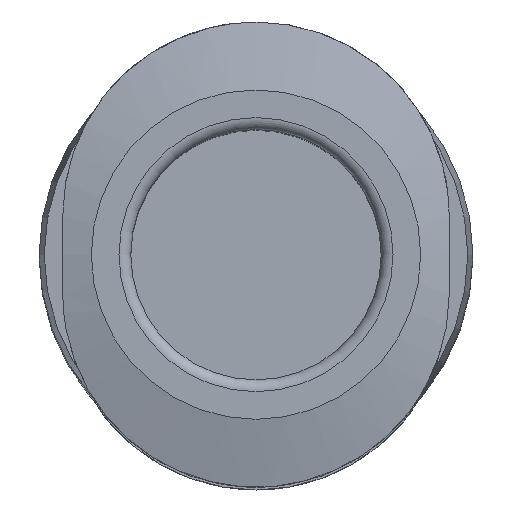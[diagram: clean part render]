
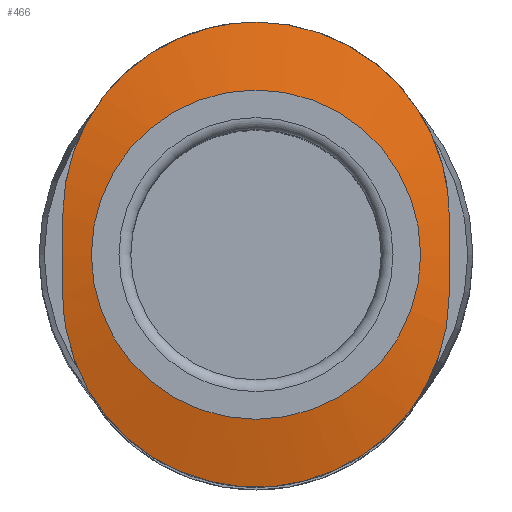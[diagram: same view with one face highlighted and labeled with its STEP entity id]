
A CAD part, top view. The second image highlights one B-rep face of the part: STEP entity #466.
In plain terms, the highlighted conical face has half-angle 76.945 degrees and reference radius 4.175 mm.
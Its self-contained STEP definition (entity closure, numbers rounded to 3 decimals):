
#22=B_SPLINE_CURVE_WITH_KNOTS('',3,(#777,#778,#779,#780),.UNSPECIFIED.,
 .F.,.F.,(4,4),(0.002,0.004),.UNSPECIFIED.);
#23=B_SPLINE_CURVE_WITH_KNOTS('',3,(#786,#787,#788,#789,#790,#791,#792),
 .UNSPECIFIED.,.F.,.F.,(4,1,1,1,4),(0.,0.004,
0.008,0.011,0.015),
 .UNSPECIFIED.);
#24=B_SPLINE_CURVE_WITH_KNOTS('',3,(#796,#797,#798,#799),.UNSPECIFIED.,
 .F.,.F.,(4,4),(0.002,0.004),.UNSPECIFIED.);
#25=B_SPLINE_CURVE_WITH_KNOTS('',3,(#803,#804,#805,#806,#807,#808,#809),
 .UNSPECIFIED.,.F.,.F.,(4,1,1,1,4),(0.,0.004,
0.008,0.011,0.015),
 .UNSPECIFIED.);
#36=CONICAL_SURFACE('',#542,4.175,1.343);
#76=CIRCLE('',#541,4.175);
#148=ORIENTED_EDGE('',*,*,#212,.F.);
#149=ORIENTED_EDGE('',*,*,#210,.F.);
#150=ORIENTED_EDGE('',*,*,#207,.F.);
#151=ORIENTED_EDGE('',*,*,#214,.F.);
#152=ORIENTED_EDGE('',*,*,#218,.T.);
#207=EDGE_CURVE('',#257,#258,#22,.T.);
#210=EDGE_CURVE('',#258,#259,#23,.T.);
#212=EDGE_CURVE('',#259,#260,#24,.T.);
#214=EDGE_CURVE('',#260,#257,#25,.T.);
#218=EDGE_CURVE('',#264,#264,#76,.T.);
#257=VERTEX_POINT('',#781);
#258=VERTEX_POINT('',#782);
#259=VERTEX_POINT('',#793);
#260=VERTEX_POINT('',#800);
#264=VERTEX_POINT('',#821);
#346=EDGE_LOOP('',(#148,#149,#150,#151));
#347=EDGE_LOOP('',(#152));
#410=FACE_BOUND('',#346,.T.);
#411=FACE_BOUND('',#347,.T.);
#466=ADVANCED_FACE('',(#410,#411),#36,.T.);
#541=AXIS2_PLACEMENT_3D('',#820,#670,#671);
#542=AXIS2_PLACEMENT_3D('',#822,#672,#673);
#670=DIRECTION('',(0.,0.,-1.));
#671=DIRECTION('',(0.,1.,0.));
#672=DIRECTION('',(0.,0.,-1.));
#673=DIRECTION('',(0.,1.,0.));
#777=CARTESIAN_POINT('',(-4.9,-1.,19.708));
#778=CARTESIAN_POINT('',(-4.9,-0.333,19.739));
#779=CARTESIAN_POINT('',(-4.9,0.333,19.739));
#780=CARTESIAN_POINT('',(-4.9,1.,19.708));
#781=CARTESIAN_POINT('',(-4.9,-1.,19.708));
#782=CARTESIAN_POINT('',(-4.9,1.,19.708));
#786=CARTESIAN_POINT('',(-4.9,1.,19.708));
#787=CARTESIAN_POINT('',(-4.9,2.294,19.648));
#788=CARTESIAN_POINT('',(-3.84,4.831,19.541));
#789=CARTESIAN_POINT('',(-0.005,6.433,19.48));
#790=CARTESIAN_POINT('',(3.838,4.836,19.541));
#791=CARTESIAN_POINT('',(4.9,2.294,19.648));
#792=CARTESIAN_POINT('',(4.9,1.,19.708));
#793=CARTESIAN_POINT('',(4.9,1.,19.708));
#796=CARTESIAN_POINT('',(4.9,1.,19.708));
#797=CARTESIAN_POINT('',(4.9,0.333,19.739));
#798=CARTESIAN_POINT('',(4.9,-0.333,19.739));
#799=CARTESIAN_POINT('',(4.9,-1.,19.708));
#800=CARTESIAN_POINT('',(4.9,-1.,19.708));
#803=CARTESIAN_POINT('',(4.9,-1.,19.708));
#804=CARTESIAN_POINT('',(4.9,-2.294,19.648));
#805=CARTESIAN_POINT('',(3.84,-4.831,19.541));
#806=CARTESIAN_POINT('',(0.005,-6.433,19.48));
#807=CARTESIAN_POINT('',(-3.838,-4.836,19.541));
#808=CARTESIAN_POINT('',(-4.9,-2.294,19.648));
#809=CARTESIAN_POINT('',(-4.9,-1.,19.708));
#820=CARTESIAN_POINT('',(0.,0.,19.9));
#821=CARTESIAN_POINT('',(0.,4.175,19.9));
#822=CARTESIAN_POINT('',(0.,0.,19.9));
